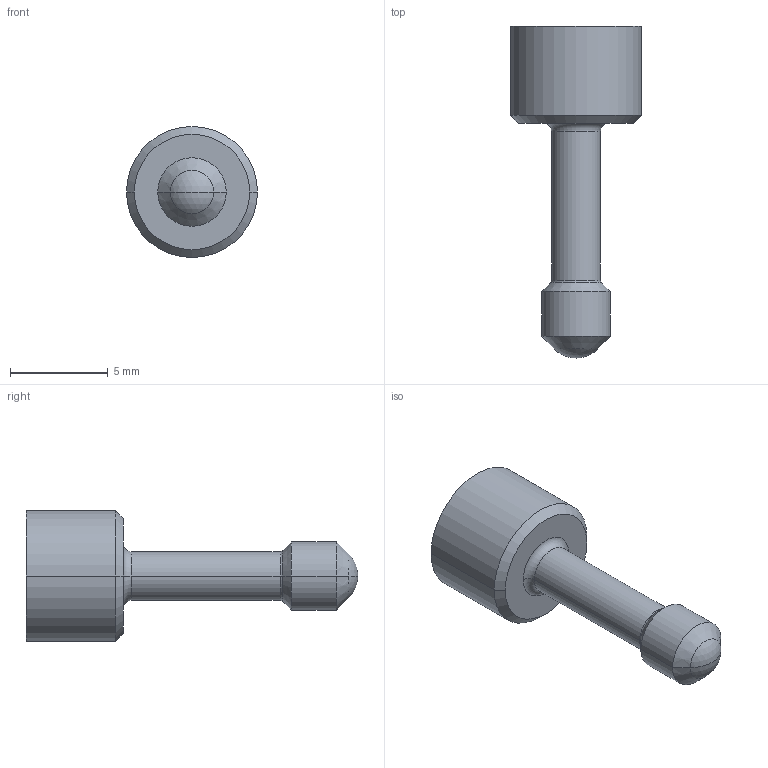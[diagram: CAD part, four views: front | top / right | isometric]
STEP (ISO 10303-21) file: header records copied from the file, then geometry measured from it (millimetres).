
FILE_DESCRIPTION (( 'STEP AP214' ), '1' );
FILE_NAME ('IA6717SF.STEP', '2013-06-28T09:02:35', ( '' ), ( '' ), 'SwSTEP 2.0', 'SolidWorks 2011', '' );
FILE_SCHEMA (( 'AUTOMOTIVE_DESIGN' ));
Length unit declared in the file: millimetre
Products named in the file (2): IA 6717SF; IA6717SF
Assembly tree (1 placements, depth 2):
  IA6717SF
    IA 6717SF
Bounding box: 6.7 x 16.97 x 6.7 mm (x, y, z)
Volume: 241.7 mm3; surface area: 280.3 mm2
Topology: 1 solids, 1 shells, 32 faces, 71 edges, 43 vertices
Faces by surface type: cylinder 11, plane 9, cone 6, torus 4, sphere 2
Entity records: 975 total; most frequent: DIRECTION 179, CARTESIAN_POINT 150, ORIENTED_EDGE 142, AXIS2_PLACEMENT_3D 72, EDGE_CURVE 71, VERTEX_POINT 43, CIRCLE 36, LINE 35
